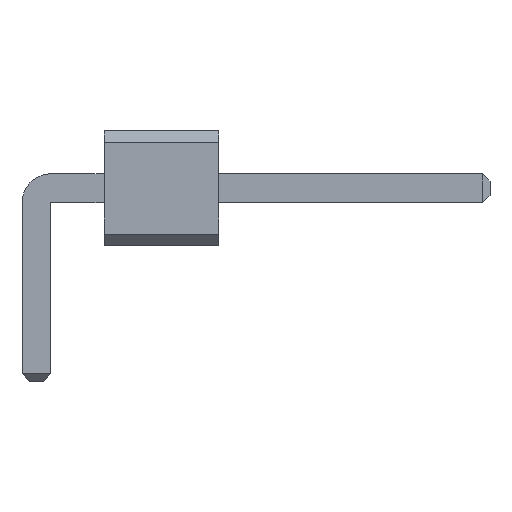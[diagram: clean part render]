
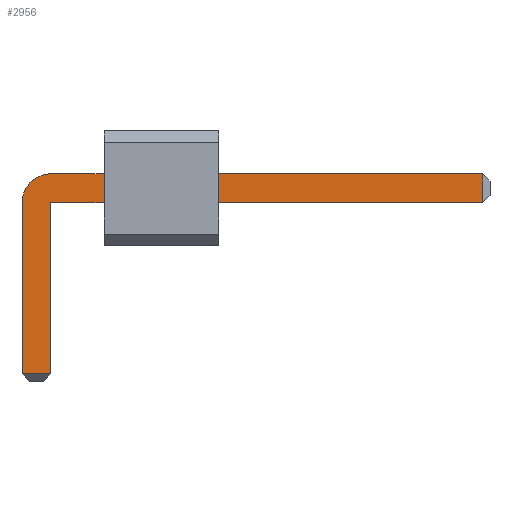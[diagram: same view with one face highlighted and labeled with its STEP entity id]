
A CAD part, front view. The second image highlights one B-rep face of the part: STEP entity #2956.
In plain terms, the highlighted planar face has unit normal (0, -1, 0).
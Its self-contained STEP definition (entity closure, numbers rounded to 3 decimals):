
#13=DIRECTION('',(0.,0.,1.));
#1297=VECTOR('',#13,1.);
#2756=VECTOR('',#2757,1.);
#2757=DIRECTION('',(1.,0.,0.));
#2763=VECTOR('',#2764,1.);
#2764=DIRECTION('',(0.,0.,-1.));
#2771=VECTOR('',#2772,1.);
#2772=DIRECTION('',(-1.,0.,0.));
#2793=DIRECTION('',(-0.,1.,0.));
#2797=DIRECTION('',(0.,1.,0.));
#2798=DIRECTION('',(1.,0.,0.));
#2805=VERTEX_POINT('',#2806);
#2806=CARTESIAN_POINT('',(0.32,-53.66,1.59));
#2808=ORIENTED_EDGE('',*,*,#2809,.T.);
#2809=EDGE_CURVE('',#2805,#2810,#2812,.T.);
#2810=VERTEX_POINT('',#2811);
#2811=CARTESIAN_POINT('',(9.88,-53.66,1.59));
#2812=LINE('',#2813,#2756);
#2813=CARTESIAN_POINT('',(-0.32,-53.66,1.59));
#2851=EDGE_CURVE('',#2852,#2805,#2854,.T.);
#2852=VERTEX_POINT('',#2853);
#2853=CARTESIAN_POINT('',(-0.32,-53.66,0.95));
#2854=CIRCLE('',#2855,0.64);
#2855=AXIS2_PLACEMENT_3D('',#2856,#2793,#2764);
#2856=CARTESIAN_POINT('',(0.32,-53.66,0.95));
#2868=VERTEX_POINT('',#2869);
#2869=CARTESIAN_POINT('',(9.88,-53.66,0.95));
#2871=ORIENTED_EDGE('',*,*,#2872,.T.);
#2872=EDGE_CURVE('',#2868,#2873,#2874,.T.);
#2873=VERTEX_POINT('',#2856);
#2874=LINE('',#2875,#2771);
#2875=CARTESIAN_POINT('',(10.04,-53.66,0.95));
#2887=VERTEX_POINT('',#2888);
#2888=CARTESIAN_POINT('',(-0.32,-53.66,-2.84));
#2890=ORIENTED_EDGE('',*,*,#2891,.T.);
#2891=EDGE_CURVE('',#2887,#2852,#2892,.T.);
#2892=LINE('',#2893,#1297);
#2893=CARTESIAN_POINT('',(-0.32,-53.66,-3.));
#2901=ORIENTED_EDGE('',*,*,#2902,.T.);
#2902=EDGE_CURVE('',#2873,#2903,#2905,.T.);
#2903=VERTEX_POINT('',#2904);
#2904=CARTESIAN_POINT('',(0.32,-53.66,-2.84));
#2905=LINE('',#2856,#2763);
#2956=ADVANCED_FACE('',(#2957),#2966,.F.);
#2957=FACE_BOUND('',#2958,.F.);
#2958=EDGE_LOOP('',(#2808,#2959,#2871,#2901,#2962,#2890,#2965));
#2959=ORIENTED_EDGE('',*,*,#2960,.T.);
#2960=EDGE_CURVE('',#2810,#2868,#2961,.T.);
#2961=LINE('',#2811,#2763);
#2962=ORIENTED_EDGE('',*,*,#2963,.T.);
#2963=EDGE_CURVE('',#2903,#2887,#2964,.T.);
#2964=LINE('',#2904,#2771);
#2965=ORIENTED_EDGE('',*,*,#2851,.T.);
#2966=PLANE('',#2967);
#2967=AXIS2_PLACEMENT_3D('',#2968,#2797,#2798);
#2968=CARTESIAN_POINT('',(3.576,-53.66,0.579));
